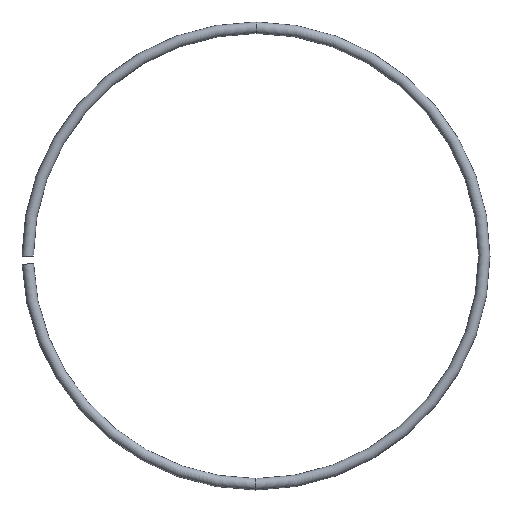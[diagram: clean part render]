
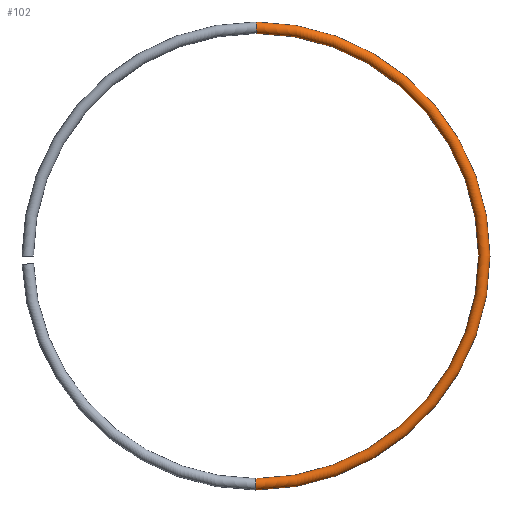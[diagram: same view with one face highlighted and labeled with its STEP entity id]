
A CAD part, left-side view. The second image highlights one B-rep face of the part: STEP entity #102.
In plain terms, the highlighted toroidal (fillet/blend) face has major radius 90.1 mm and minor radius 2.25 mm.
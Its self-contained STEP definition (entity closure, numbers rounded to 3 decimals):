
#11 = VERTEX_POINT ( 'NONE', #92 ) ;
#35 = VERTEX_POINT ( 'NONE', #120 ) ;
#59 = CARTESIAN_POINT ( 'NONE',  ( 0., 0., 0. ) ) ;
#60 = CARTESIAN_POINT ( 'NONE',  ( 0., 0., -90.1 ) ) ;
#62 = EDGE_CURVE ( 'NONE', #35, #154, #266, .T. ) ;
#68 = DIRECTION ( 'NONE',  ( 0., 1., 0. ) ) ;
#75 = ORIENTED_EDGE ( 'NONE', *, *, #105, .F. ) ;
#77 = EDGE_LOOP ( 'NONE', ( #175, #183, #232, #75 ) ) ;
#83 = AXIS2_PLACEMENT_3D ( 'NONE', #246, #162, #269 ) ;
#89 = DIRECTION ( 'NONE',  ( 0., 0., 1. ) ) ;
#92 = CARTESIAN_POINT ( 'NONE',  ( 0., 0., 87.85 ) ) ;
#99 = CIRCLE ( 'NONE', #83, 2.25 ) ;
#100 = AXIS2_PLACEMENT_3D ( 'NONE', #59, #205, #89 ) ;
#102 = ADVANCED_FACE ( 'NONE', ( #231 ), #243, .T. ) ;
#105 = EDGE_CURVE ( 'NONE', #154, #11, #258, .T. ) ;
#108 = CIRCLE ( 'NONE', #100, 92.35 ) ;
#114 = DIRECTION ( 'NONE',  ( 0., 0., 1. ) ) ;
#120 = CARTESIAN_POINT ( 'NONE',  ( 0., 0., -92.35 ) ) ;
#143 = DIRECTION ( 'NONE',  ( 0., 0., 1. ) ) ;
#153 = AXIS2_PLACEMENT_3D ( 'NONE', #159, #235, #176 ) ;
#154 = VERTEX_POINT ( 'NONE', #265 ) ;
#155 = AXIS2_PLACEMENT_3D ( 'NONE', #271, #245, #143 ) ;
#159 = CARTESIAN_POINT ( 'NONE',  ( 0., 0., 0. ) ) ;
#162 = DIRECTION ( 'NONE',  ( 0., -1., 0. ) ) ;
#175 = ORIENTED_EDGE ( 'NONE', *, *, #62, .F. ) ;
#176 = DIRECTION ( 'NONE',  ( 0., 0., 1. ) ) ;
#183 = ORIENTED_EDGE ( 'NONE', *, *, #242, .T. ) ;
#193 = AXIS2_PLACEMENT_3D ( 'NONE', #60, #68, #114 ) ;
#205 = DIRECTION ( 'NONE',  ( -1., 0., 0. ) ) ;
#228 = CARTESIAN_POINT ( 'NONE',  ( 0., 0., 92.35 ) ) ;
#231 = FACE_OUTER_BOUND ( 'NONE', #77, .T. ) ;
#232 = ORIENTED_EDGE ( 'NONE', *, *, #276, .T. ) ;
#235 = DIRECTION ( 'NONE',  ( -1., 0., 0. ) ) ;
#242 = EDGE_CURVE ( 'NONE', #35, #278, #108, .T. ) ;
#243 = TOROIDAL_SURFACE ( 'NONE', #153, 90.1, 2.25 ) ;
#245 = DIRECTION ( 'NONE',  ( -1., 0., 0. ) ) ;
#246 = CARTESIAN_POINT ( 'NONE',  ( 0., 0., 90.1 ) ) ;
#258 = CIRCLE ( 'NONE', #155, 87.85 ) ;
#265 = CARTESIAN_POINT ( 'NONE',  ( 0., 0., -87.85 ) ) ;
#266 = CIRCLE ( 'NONE', #193, 2.25 ) ;
#269 = DIRECTION ( 'NONE',  ( 0., 0., -1. ) ) ;
#271 = CARTESIAN_POINT ( 'NONE',  ( 0., 0., 0. ) ) ;
#276 = EDGE_CURVE ( 'NONE', #278, #11, #99, .T. ) ;
#278 = VERTEX_POINT ( 'NONE', #228 ) ;
